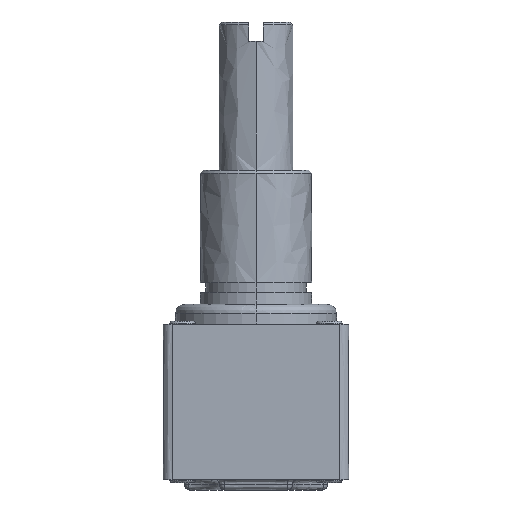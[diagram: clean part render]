
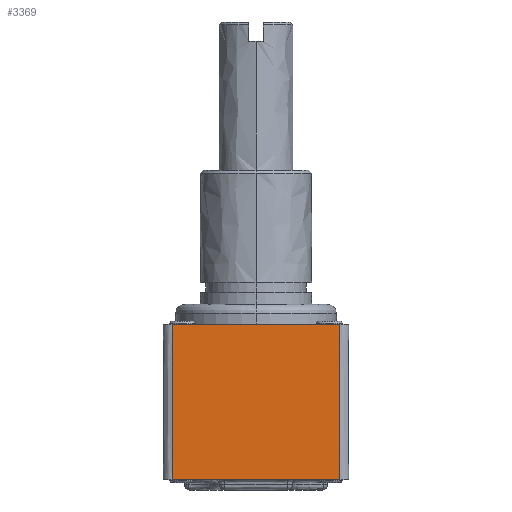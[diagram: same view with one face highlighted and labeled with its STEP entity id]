
A CAD part, front view. The second image highlights one B-rep face of the part: STEP entity #3369.
In plain terms, the highlighted free-form (B-spline) face has degree [1, 1] with [2, 2] control points.
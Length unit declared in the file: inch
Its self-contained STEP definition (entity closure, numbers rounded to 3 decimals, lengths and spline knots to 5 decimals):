
#14=DIRECTION('',(-1.,0.,0.));
#15=VECTOR('',#14,0.565);
#16=CARTESIAN_POINT('',(0.2825,-0.3125,0.));
#17=LINE('',#16,#15);
#183=DIRECTION('',(-1.,0.,0.));
#184=VECTOR('',#183,0.565);
#185=CARTESIAN_POINT('',(0.2825,-0.3125,-0.523));
#186=LINE('',#185,#184);
#190=DIRECTION('',(0.,0.,-1.));
#191=VECTOR('',#190,0.523);
#192=CARTESIAN_POINT('',(0.2825,-0.3125,0.));
#193=LINE('',#192,#191);
#460=DIRECTION('',(0.,0.,-1.));
#461=VECTOR('',#460,0.523);
#462=CARTESIAN_POINT('',(-0.2825,-0.3125,0.));
#463=LINE('',#462,#461);
#2845=CARTESIAN_POINT('',(0.2825,-0.3125,0.));
#2846=CARTESIAN_POINT('',(-0.2825,-0.3125,0.));
#2847=VERTEX_POINT('',#2845);
#2848=VERTEX_POINT('',#2846);
#2869=CARTESIAN_POINT('',(0.2825,-0.3125,-0.523));
#2870=CARTESIAN_POINT('',(-0.2825,-0.3125,-0.523));
#2871=VERTEX_POINT('',#2869);
#2872=VERTEX_POINT('',#2870);
#3355=CARTESIAN_POINT('',(0.2938,-0.3125,0.01046));
#3356=CARTESIAN_POINT('',(0.2938,-0.3125,-0.53346));
#3357=CARTESIAN_POINT('',(-0.2938,-0.3125,0.01046));
#3358=CARTESIAN_POINT('',(-0.2938,-0.3125,-0.53346));
#3359=B_SPLINE_SURFACE_WITH_KNOTS('',1,1,((#3355,#3356),(#3357,#3358)),
.UNSPECIFIED.,.F.,.F.,.F.,(2,2),(2,2),(-0.0113,0.5763),(-0.01046,0.53346),
.UNSPECIFIED.);
#3361=ORIENTED_EDGE('',*,*,#3360,.T.);
#3363=ORIENTED_EDGE('',*,*,#3362,.F.);
#3364=ORIENTED_EDGE('',*,*,#3298,.F.);
#3366=ORIENTED_EDGE('',*,*,#3365,.T.);
#3367=EDGE_LOOP('',(#3361,#3363,#3364,#3366));
#3368=FACE_OUTER_BOUND('',#3367,.F.);
#3369=ADVANCED_FACE('',(#3368),#3359,.T.);
#3298=EDGE_CURVE('',#2847,#2848,#17,.T.);
#3360=EDGE_CURVE('',#2871,#2872,#186,.T.);
#3362=EDGE_CURVE('',#2848,#2872,#463,.T.);
#3365=EDGE_CURVE('',#2847,#2871,#193,.T.);
